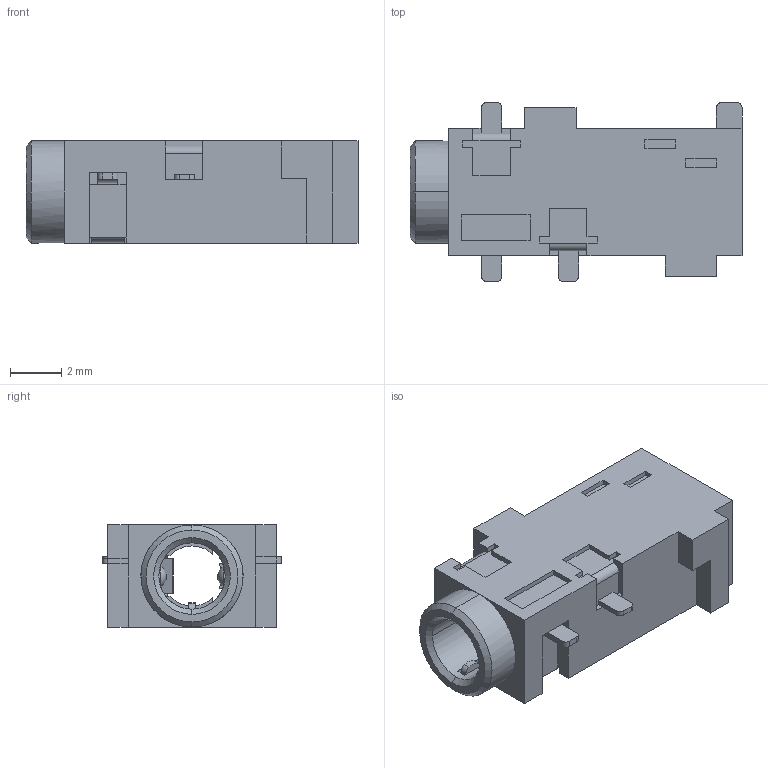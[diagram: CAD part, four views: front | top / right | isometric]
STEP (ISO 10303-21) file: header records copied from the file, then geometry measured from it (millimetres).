
FILE_DESCRIPTION (( 'STEP AP214' ), '1' );
FILE_NAME ('CUI_DEVICES_SJ2-25774A-SMT-TR.step', '2019-10-20T22:42:45', ( '' ), ( '' ), 'SwSTEP 2.0', 'SolidWorks 2019', '' );
FILE_SCHEMA (( 'AUTOMOTIVE_DESIGN' ));
Length unit declared in the file: inch
Products named in the file (1): CUI_DEVICES_SJ2-25774A-SMT-TR
Bounding box: 13 x 7 x 4 mm (x, y, z)
Volume: 184.9 mm3; surface area: 430 mm2
Topology: 1 solids, 3 shells, 284 faces, 811 edges, 539 vertices
Faces by surface type: plane 215, cylinder 55, sphere 10, cone 4
Entity records: 13068 total; most frequent: CARTESIAN_POINT 1910, ORIENTED_EDGE 1618, DIRECTION 1470, EDGE_CURVE 809, LINE 612, VECTOR 612, VERTEX_POINT 538, AXIS2_PLACEMENT_3D 429
